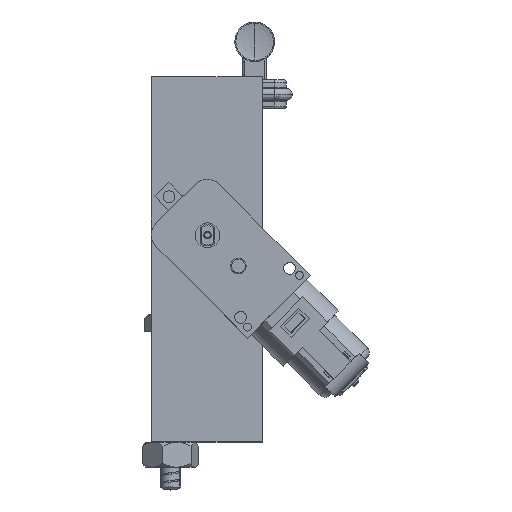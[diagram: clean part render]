
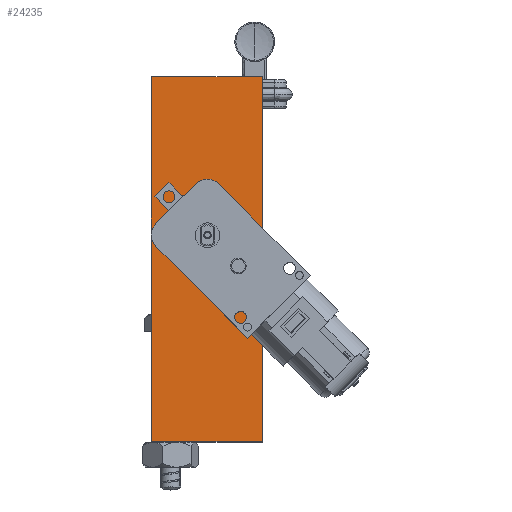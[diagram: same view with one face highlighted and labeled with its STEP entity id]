
A CAD part, top view. The second image highlights one B-rep face of the part: STEP entity #24235.
In plain terms, the highlighted face is planar.
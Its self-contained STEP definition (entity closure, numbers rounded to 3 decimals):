
#254 = LINE ( 'NONE', #5636, #31904 ) ;
#665 = EDGE_CURVE ( 'NONE', #6878, #31970, #254, .T. ) ;
#730 = ORIENTED_EDGE ( 'NONE', *, *, #2597, .F. ) ;
#1348 = LINE ( 'NONE', #16492, #24617 ) ;
#1484 = EDGE_LOOP ( 'NONE', ( #28805, #25874 ) ) ;
#2082 = DIRECTION ( 'NONE',  ( 0., -1., 0. ) ) ;
#2597 = EDGE_CURVE ( 'NONE', #24328, #31970, #1348, .T. ) ;
#4117 = DIRECTION ( 'NONE',  ( 0., 0., -1. ) ) ;
#4473 = CARTESIAN_POINT ( 'NONE',  ( -21., 71., 0. ) ) ;
#5368 = EDGE_CURVE ( 'NONE', #5567, #24328, #21977, .T. ) ;
#5567 = VERTEX_POINT ( 'NONE', #16936 ) ;
#5636 = CARTESIAN_POINT ( 'NONE',  ( -21., 71., 0. ) ) ;
#5737 = DIRECTION ( 'NONE',  ( 0., -1., 0. ) ) ;
#6220 = EDGE_CURVE ( 'NONE', #5567, #6878, #13272, .T. ) ;
#6878 = VERTEX_POINT ( 'NONE', #4473 ) ;
#7877 = CARTESIAN_POINT ( 'NONE',  ( -21., 37., 14. ) ) ;
#7984 = DIRECTION ( 'NONE',  ( 0., -1., 0. ) ) ;
#8218 = CIRCLE ( 'NONE', #12375, 6. ) ;
#9191 = CARTESIAN_POINT ( 'NONE',  ( -21., -21., 0. ) ) ;
#10102 = CARTESIAN_POINT ( 'NONE',  ( -21., -21., 28. ) ) ;
#10314 = VERTEX_POINT ( 'NONE', #7877 ) ;
#10502 = CARTESIAN_POINT ( 'NONE',  ( -21., 71., 28. ) ) ;
#10819 = DIRECTION ( 'NONE',  ( 0., 0., -1. ) ) ;
#12226 = CARTESIAN_POINT ( 'NONE',  ( -21., 31., 14. ) ) ;
#12236 = DIRECTION ( 'NONE',  ( 0., 1., 0. ) ) ;
#12375 = AXIS2_PLACEMENT_3D ( 'NONE', #12226, #22165, #7984 ) ;
#13272 = LINE ( 'NONE', #10502, #27016 ) ;
#15550 = VECTOR ( 'NONE', #2082, 1000. ) ;
#16169 = AXIS2_PLACEMENT_3D ( 'NONE', #20088, #18286, #5737 ) ;
#16492 = CARTESIAN_POINT ( 'NONE',  ( -21., -21., 28. ) ) ;
#16936 = CARTESIAN_POINT ( 'NONE',  ( -21., 71., 28. ) ) ;
#17285 = FACE_BOUND ( 'NONE', #1484, .T. ) ;
#17850 = EDGE_CURVE ( 'NONE', #10314, #21073, #8218, .T. ) ;
#18286 = DIRECTION ( 'NONE',  ( -1., 0., 0. ) ) ;
#18944 = ORIENTED_EDGE ( 'NONE', *, *, #6220, .T. ) ;
#19568 = DIRECTION ( 'NONE',  ( 1., 0., 0. ) ) ;
#20088 = CARTESIAN_POINT ( 'NONE',  ( -21., 31., 14. ) ) ;
#21073 = VERTEX_POINT ( 'NONE', #25658 ) ;
#21977 = LINE ( 'NONE', #29479, #15550 ) ;
#22165 = DIRECTION ( 'NONE',  ( -1., 0., 0. ) ) ;
#22564 = EDGE_LOOP ( 'NONE', ( #25952, #730, #25010, #18944 ) ) ;
#24235 = ADVANCED_FACE ( 'NONE', ( #17285, #29679 ), #24921, .F. ) ;
#24328 = VERTEX_POINT ( 'NONE', #10102 ) ;
#24617 = VECTOR ( 'NONE', #4117, 1000. ) ;
#24921 = PLANE ( 'NONE',  #25555 ) ;
#25010 = ORIENTED_EDGE ( 'NONE', *, *, #5368, .F. ) ;
#25555 = AXIS2_PLACEMENT_3D ( 'NONE', #27533, #19568, #12236 ) ;
#25658 = CARTESIAN_POINT ( 'NONE',  ( -21., 25., 14. ) ) ;
#25874 = ORIENTED_EDGE ( 'NONE', *, *, #27695, .F. ) ;
#25952 = ORIENTED_EDGE ( 'NONE', *, *, #665, .T. ) ;
#27016 = VECTOR ( 'NONE', #10819, 1000. ) ;
#27533 = CARTESIAN_POINT ( 'NONE',  ( -21., 71., 28. ) ) ;
#27695 = EDGE_CURVE ( 'NONE', #21073, #10314, #28677, .T. ) ;
#27800 = DIRECTION ( 'NONE',  ( 0., -1., 0. ) ) ;
#28677 = CIRCLE ( 'NONE', #16169, 6. ) ;
#28805 = ORIENTED_EDGE ( 'NONE', *, *, #17850, .F. ) ;
#29479 = CARTESIAN_POINT ( 'NONE',  ( -21., 71., 28. ) ) ;
#29679 = FACE_OUTER_BOUND ( 'NONE', #22564, .T. ) ;
#31904 = VECTOR ( 'NONE', #27800, 1000. ) ;
#31970 = VERTEX_POINT ( 'NONE', #9191 ) ;
